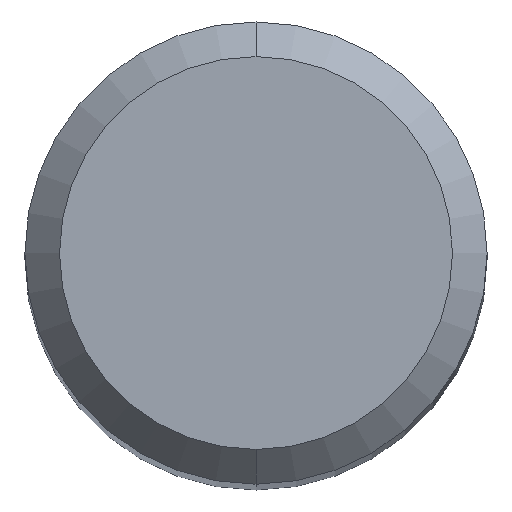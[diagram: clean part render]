
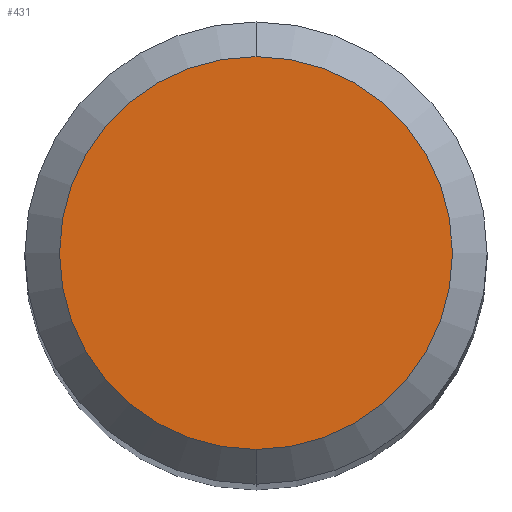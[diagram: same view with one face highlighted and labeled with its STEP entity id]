
A CAD part, top view. The second image highlights one B-rep face of the part: STEP entity #431.
In plain terms, the highlighted planar face has unit normal (0, 0, 1).
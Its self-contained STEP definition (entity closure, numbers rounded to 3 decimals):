
#357=VERTEX_POINT('',#685);
#365=EDGE_CURVE('',#357,#439,#694,.T.);
#431=ADVANCED_FACE('',(#765),#766,.T.);
#439=VERTEX_POINT('',#775);
#447=EDGE_CURVE('',#439,#357,#784,.T.);
#685=CARTESIAN_POINT('',(0.0,1.7,0.0));
#694=CIRCLE('',#1220,1.7);
#765=FACE_OUTER_BOUND('',#1366,.T.);
#766=PLANE('',#1367);
#775=CARTESIAN_POINT('',(0.,-1.7,0.0));
#784=CIRCLE('',#1421,1.7);
#1220=AXIS2_PLACEMENT_3D('',#1712,#1713,#1714);
#1366=EDGE_LOOP('',(#1777,#1778));
#1367=AXIS2_PLACEMENT_3D('',#1779,#1780,#1781);
#1421=AXIS2_PLACEMENT_3D('',#1799,#1800,#1801);
#1712=CARTESIAN_POINT('',(0.0,0.0,0.0));
#1713=DIRECTION('',(0.0,0.0,-1.0));
#1714=DIRECTION('',(0.0,1.0,0.0));
#1777=ORIENTED_EDGE('',*,*,#365,.F.);
#1778=ORIENTED_EDGE('',*,*,#447,.F.);
#1779=CARTESIAN_POINT('',(0.0,0.85,0.0));
#1780=DIRECTION('',(-0.0,0.0,1.0));
#1781=DIRECTION('',(0.0,-1.0,0.0));
#1799=CARTESIAN_POINT('',(0.0,0.0,0.0));
#1800=DIRECTION('',(0.0,0.0,-1.0));
#1801=DIRECTION('',(0.0,1.0,0.0));
